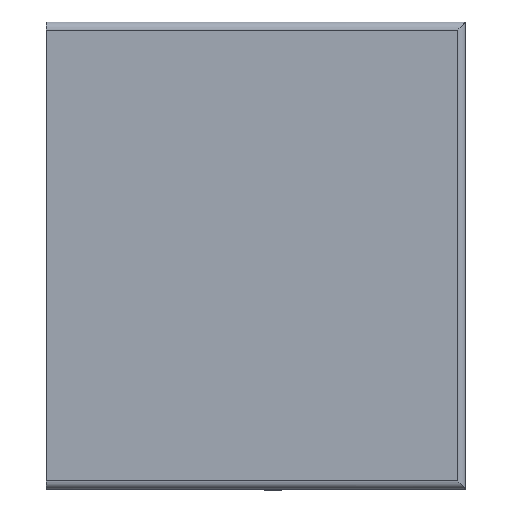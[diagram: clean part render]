
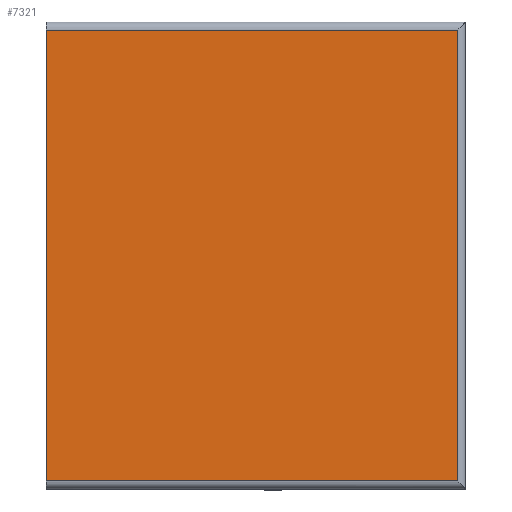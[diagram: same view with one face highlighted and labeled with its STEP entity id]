
A CAD part, top view. The second image highlights one B-rep face of the part: STEP entity #7321.
In plain terms, the highlighted planar face has unit normal (0, 0, 1).
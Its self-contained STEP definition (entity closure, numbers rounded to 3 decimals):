
#1532=ORIENTED_EDGE('',*,*,#3079,.T.);
#1533=ORIENTED_EDGE('',*,*,#3080,.T.);
#1534=ORIENTED_EDGE('',*,*,#3081,.T.);
#1535=ORIENTED_EDGE('',*,*,#3082,.F.);
#3079=EDGE_CURVE('',#3941,#3942,#4776,.T.);
#3080=EDGE_CURVE('',#3942,#3943,#4777,.T.);
#3081=EDGE_CURVE('',#3943,#3944,#4778,.F.);
#3082=EDGE_CURVE('',#3941,#3944,#4779,.T.);
#3941=VERTEX_POINT('',#11456);
#3942=VERTEX_POINT('',#11457);
#3943=VERTEX_POINT('',#11459);
#3944=VERTEX_POINT('',#11461);
#4776=LINE('',#11455,#5751);
#4777=LINE('',#11458,#5752);
#4778=LINE('',#11460,#5753);
#4779=LINE('',#11462,#5754);
#5751=VECTOR('',#9146,1000.);
#5752=VECTOR('',#9147,1000.);
#5753=VECTOR('',#9148,1000.);
#5754=VECTOR('',#9149,1000.);
#6233=EDGE_LOOP('',(#1532,#1533,#1534,#1535));
#6622=FACE_BOUND('',#6233,.T.);
#6976=PLANE('',#7783);
#7321=ADVANCED_FACE('',(#6622),#6976,.T.);
#7783=AXIS2_PLACEMENT_3D('',#11454,#9144,#9145);
#9144=DIRECTION('',(0.,0.,1.));
#9145=DIRECTION('',(1.,0.,0.));
#9146=DIRECTION('',(-1.,0.,0.));
#9147=DIRECTION('',(0.,-1.,0.));
#9148=DIRECTION('',(-1.,0.,0.));
#9149=DIRECTION('',(0.,-1.,0.));
#11454=CARTESIAN_POINT('',(13.,14.48,14.48));
#11455=CARTESIAN_POINT('',(0.,14.23,14.48));
#11456=CARTESIAN_POINT('',(13.,14.23,14.48));
#11457=CARTESIAN_POINT('',(0.25,14.23,14.48));
#11458=CARTESIAN_POINT('',(0.25,14.48,14.48));
#11459=CARTESIAN_POINT('',(0.25,0.25,14.48));
#11460=CARTESIAN_POINT('',(13.,0.25,14.48));
#11461=CARTESIAN_POINT('',(13.,0.25,14.48));
#11462=CARTESIAN_POINT('',(13.,14.48,14.48));
